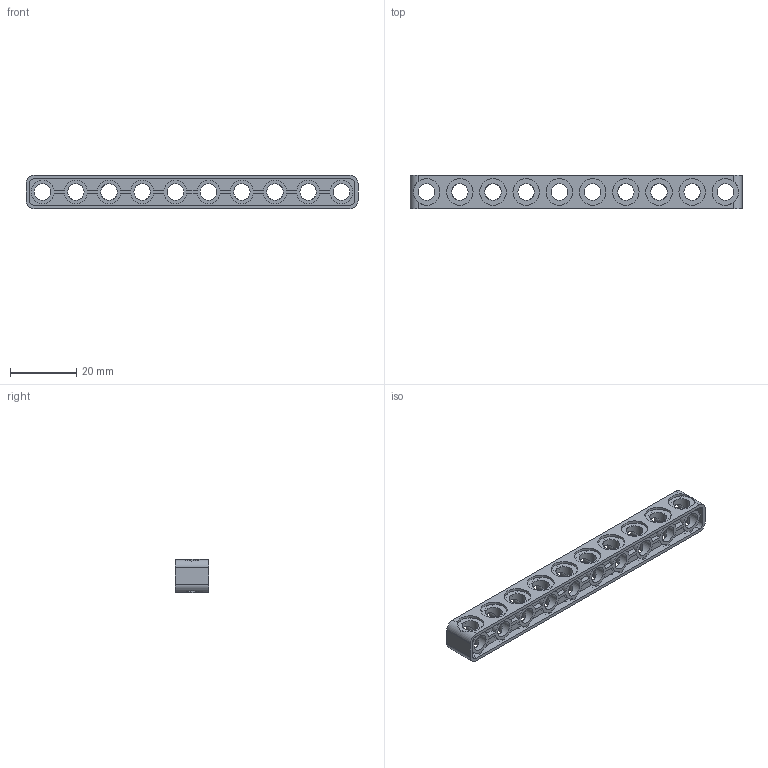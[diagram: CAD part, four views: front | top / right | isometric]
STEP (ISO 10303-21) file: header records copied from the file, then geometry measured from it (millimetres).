
FILE_DESCRIPTION(/* description */ ('Unknown'),/* implementation_level */ '2;1');
FILE_NAME(/* name */ 'B1x10v',/* time_stamp */ '2018-06-25T19:21:06+02:00',/* author */ ('Unknown'),/* organization */ ('Unknown'),/* preprocessor_version */ 'ST-DEVELOPER v16.7',/* originating_system */ 'DEX',/* authorisation */ $);
FILE_SCHEMA (('AUTOMOTIVE_DESIGN {1 0 10303 214 3 1 1}'));
Length unit declared in the file: millimetre
Products named in the file (1): B1x10v
Bounding box: 100 x 10 x 10 mm (x, y, z)
Volume: 4351.9 mm3; surface area: 7066.8 mm2
Topology: 1 solids, 1 shells, 356 faces, 1038 edges, 682 vertices
Faces by surface type: plane 204, cylinder 152
Full cylindrical faces by diameter (mm): 5 x40, 8 x20
Entity records: 11346 total; most frequent: CARTESIAN_POINT 1973, DIRECTION 1958, ORIENTED_EDGE 1888, EDGE_CURVE 944, AXIS2_PLACEMENT_3D 661, VERTEX_POINT 648, LINE 636, VECTOR 636
